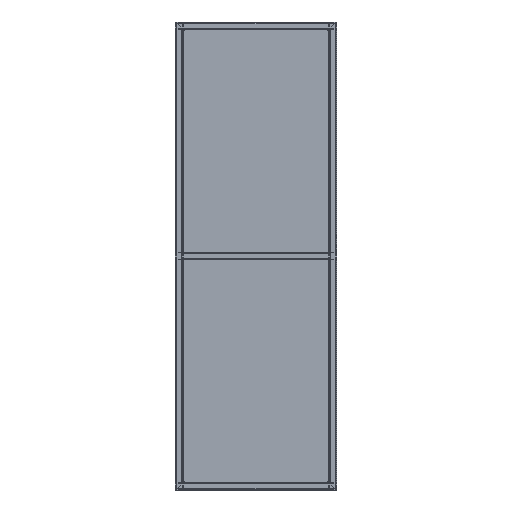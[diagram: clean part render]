
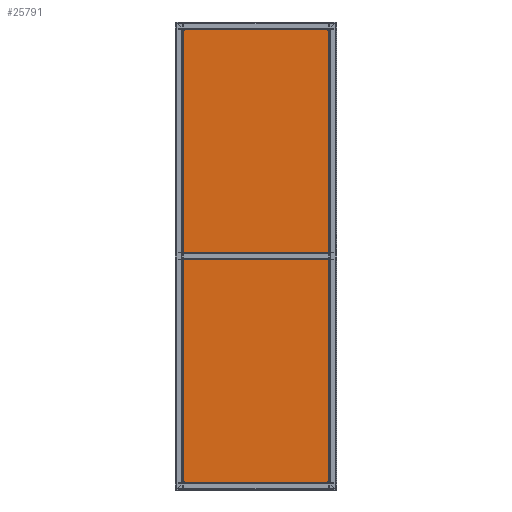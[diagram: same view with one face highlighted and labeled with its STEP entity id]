
A CAD part, left-side view. The second image highlights one B-rep face of the part: STEP entity #25791.
In plain terms, the highlighted free-form (B-spline) face has degree [1, 1] with [2, 2] control points.
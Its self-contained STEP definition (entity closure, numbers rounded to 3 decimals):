
#25439 = EDGE_CURVE('',#25440,#25442,#25444,.T.);
#25440 = VERTEX_POINT('',#25441);
#25441 = CARTESIAN_POINT('',(11.22,460.005,
    -1331.77));
#25442 = VERTEX_POINT('',#25443);
#25443 = CARTESIAN_POINT('',(11.22,460.005,
    -14.586));
#25444 = B_SPLINE_CURVE_WITH_KNOTS('',1,(#25445,#25446),.UNSPECIFIED.,
  .F.,.F.,(2,2),(-1174.,0.),.PIECEWISE_BEZIER_KNOTS.);
#25445 = CARTESIAN_POINT('',(11.22,460.005,
    -1331.77));
#25446 = CARTESIAN_POINT('',(11.22,460.005,
    -14.586));
#25475 = EDGE_CURVE('',#25442,#25476,#25478,.T.);
#25476 = VERTEX_POINT('',#25477);
#25477 = CARTESIAN_POINT('',(11.22,434.2,
    -14.586));
#25478 = B_SPLINE_CURVE_WITH_KNOTS('',1,(#25479,#25480),.UNSPECIFIED.,
  .F.,.F.,(2,2),(0.,23.),.PIECEWISE_BEZIER_KNOTS.);
#25479 = CARTESIAN_POINT('',(11.22,460.005,
    -14.586));
#25480 = CARTESIAN_POINT('',(11.22,434.2,
    -14.586));
#25503 = EDGE_CURVE('',#25476,#25504,#25506,.T.);
#25504 = VERTEX_POINT('',#25505);
#25505 = CARTESIAN_POINT('',(11.22,434.2,
    11.22));
#25506 = B_SPLINE_CURVE_WITH_KNOTS('',1,(#25507,#25508),.UNSPECIFIED.,
  .F.,.F.,(2,2),(0.,23.),.PIECEWISE_BEZIER_KNOTS.);
#25507 = CARTESIAN_POINT('',(11.22,434.2,
    -14.586));
#25508 = CARTESIAN_POINT('',(11.22,434.2,
    11.22));
#25531 = EDGE_CURVE('',#25504,#25532,#25534,.T.);
#25532 = VERTEX_POINT('',#25533);
#25533 = CARTESIAN_POINT('',(11.22,14.586,
    11.22));
#25534 = B_SPLINE_CURVE_WITH_KNOTS('',1,(#25535,#25536),.UNSPECIFIED.,
  .F.,.F.,(2,2),(0.,374.),.PIECEWISE_BEZIER_KNOTS.);
#25535 = CARTESIAN_POINT('',(11.22,434.2,
    11.22));
#25536 = CARTESIAN_POINT('',(11.22,14.586,
    11.22));
#25559 = EDGE_CURVE('',#25532,#25560,#25562,.T.);
#25560 = VERTEX_POINT('',#25561);
#25561 = CARTESIAN_POINT('',(11.22,14.586,
    -14.586));
#25562 = B_SPLINE_CURVE_WITH_KNOTS('',1,(#25563,#25564),.UNSPECIFIED.,
  .F.,.F.,(2,2),(-23.,0.),.PIECEWISE_BEZIER_KNOTS.);
#25563 = CARTESIAN_POINT('',(11.22,14.586,
    11.22));
#25564 = CARTESIAN_POINT('',(11.22,14.586,
    -14.586));
#25587 = EDGE_CURVE('',#25560,#25588,#25590,.T.);
#25588 = VERTEX_POINT('',#25589);
#25589 = CARTESIAN_POINT('',(11.22,-11.22,
    -14.586));
#25590 = B_SPLINE_CURVE_WITH_KNOTS('',1,(#25591,#25592),.UNSPECIFIED.,
  .F.,.F.,(2,2),(-23.,0.),.PIECEWISE_BEZIER_KNOTS.);
#25591 = CARTESIAN_POINT('',(11.22,14.586,
    -14.586));
#25592 = CARTESIAN_POINT('',(11.22,-11.22,
    -14.586));
#25615 = EDGE_CURVE('',#25588,#25616,#25618,.T.);
#25616 = VERTEX_POINT('',#25617);
#25617 = CARTESIAN_POINT('',(11.22,-11.22,
    -1331.77));
#25618 = B_SPLINE_CURVE_WITH_KNOTS('',1,(#25619,#25620),.UNSPECIFIED.,
  .F.,.F.,(2,2),(0.,1174.),.PIECEWISE_BEZIER_KNOTS.);
#25619 = CARTESIAN_POINT('',(11.22,-11.22,
    -14.586));
#25620 = CARTESIAN_POINT('',(11.22,-11.22,
    -1331.77));
#25643 = EDGE_CURVE('',#25616,#25644,#25646,.T.);
#25644 = VERTEX_POINT('',#25645);
#25645 = CARTESIAN_POINT('',(11.22,14.586,
    -1331.77));
#25646 = B_SPLINE_CURVE_WITH_KNOTS('',1,(#25647,#25648),.UNSPECIFIED.,
  .F.,.F.,(2,2),(0.,23.),.PIECEWISE_BEZIER_KNOTS.);
#25647 = CARTESIAN_POINT('',(11.22,-11.22,
    -1331.77));
#25648 = CARTESIAN_POINT('',(11.22,14.586,
    -1331.77));
#25671 = EDGE_CURVE('',#25644,#25672,#25674,.T.);
#25672 = VERTEX_POINT('',#25673);
#25673 = CARTESIAN_POINT('',(11.22,14.586,
    -1357.576));
#25674 = B_SPLINE_CURVE_WITH_KNOTS('',1,(#25675,#25676),.UNSPECIFIED.,
  .F.,.F.,(2,2),(0.,23.),.PIECEWISE_BEZIER_KNOTS.);
#25675 = CARTESIAN_POINT('',(11.22,14.586,
    -1331.77));
#25676 = CARTESIAN_POINT('',(11.22,14.586,
    -1357.576));
#25699 = EDGE_CURVE('',#25672,#25700,#25702,.T.);
#25700 = VERTEX_POINT('',#25701);
#25701 = CARTESIAN_POINT('',(11.22,434.2,
    -1357.576));
#25702 = B_SPLINE_CURVE_WITH_KNOTS('',1,(#25703,#25704),.UNSPECIFIED.,
  .F.,.F.,(2,2),(-374.,0.),.PIECEWISE_BEZIER_KNOTS.);
#25703 = CARTESIAN_POINT('',(11.22,14.586,
    -1357.576));
#25704 = CARTESIAN_POINT('',(11.22,434.2,
    -1357.576));
#25727 = EDGE_CURVE('',#25700,#25728,#25730,.T.);
#25728 = VERTEX_POINT('',#25729);
#25729 = CARTESIAN_POINT('',(11.22,434.2,
    -1331.77));
#25730 = B_SPLINE_CURVE_WITH_KNOTS('',1,(#25731,#25732),.UNSPECIFIED.,
  .F.,.F.,(2,2),(-23.,0.),.PIECEWISE_BEZIER_KNOTS.);
#25731 = CARTESIAN_POINT('',(11.22,434.2,
    -1357.576));
#25732 = CARTESIAN_POINT('',(11.22,434.2,
    -1331.77));
#25755 = EDGE_CURVE('',#25728,#25440,#25756,.T.);
#25756 = B_SPLINE_CURVE_WITH_KNOTS('',1,(#25757,#25758),.UNSPECIFIED.,
  .F.,.F.,(2,2),(-23.,0.),.PIECEWISE_BEZIER_KNOTS.);
#25757 = CARTESIAN_POINT('',(11.22,434.2,
    -1331.77));
#25758 = CARTESIAN_POINT('',(11.22,460.005,
    -1331.77));
#25791 = ADVANCED_FACE('',(#25792),#25806,.T.);
#25792 = FACE_BOUND('',#25793,.T.);
#25793 = EDGE_LOOP('',(#25794,#25795,#25796,#25797,#25798,#25799,#25800,
    #25801,#25802,#25803,#25804,#25805));
#25794 = ORIENTED_EDGE('',*,*,#25439,.F.);
#25795 = ORIENTED_EDGE('',*,*,#25755,.F.);
#25796 = ORIENTED_EDGE('',*,*,#25727,.F.);
#25797 = ORIENTED_EDGE('',*,*,#25699,.F.);
#25798 = ORIENTED_EDGE('',*,*,#25671,.F.);
#25799 = ORIENTED_EDGE('',*,*,#25643,.F.);
#25800 = ORIENTED_EDGE('',*,*,#25615,.F.);
#25801 = ORIENTED_EDGE('',*,*,#25587,.F.);
#25802 = ORIENTED_EDGE('',*,*,#25559,.F.);
#25803 = ORIENTED_EDGE('',*,*,#25531,.F.);
#25804 = ORIENTED_EDGE('',*,*,#25503,.F.);
#25805 = ORIENTED_EDGE('',*,*,#25475,.F.);
#25806 = B_SPLINE_SURFACE_WITH_KNOTS('',1,1,(
    (#25807,#25808)
    ,(#25809,#25810
    )),.UNSPECIFIED.,.F.,.F.,.F.,(2,2),(2,2),(-1210.,10.),(-10.,410.)
  ,.PIECEWISE_BEZIER_KNOTS.);
#25807 = CARTESIAN_POINT('',(11.22,-11.22,
    -1357.576));
#25808 = CARTESIAN_POINT('',(11.22,460.005,
    -1357.576));
#25809 = CARTESIAN_POINT('',(11.22,-11.22,
    11.22));
#25810 = CARTESIAN_POINT('',(11.22,460.005,
    11.22));
